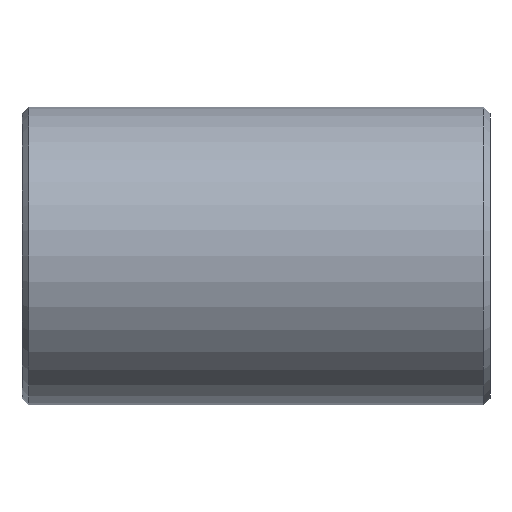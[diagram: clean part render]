
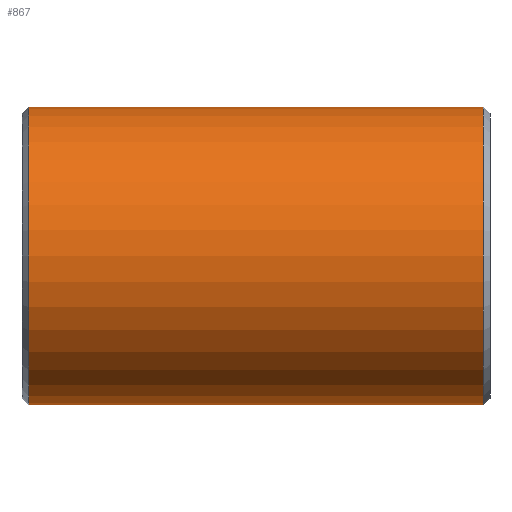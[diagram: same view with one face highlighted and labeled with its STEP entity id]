
A CAD part, front view. The second image highlights one B-rep face of the part: STEP entity #867.
In plain terms, the highlighted cylindrical face has radius 177.8 mm (diameter 355.6 mm), a partial arc.
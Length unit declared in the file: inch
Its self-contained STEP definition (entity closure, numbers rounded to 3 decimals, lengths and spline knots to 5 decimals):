
#50 = EDGE_LOOP ( 'NONE', ( #548, #97, #367, #238 ) ) ;
#67 = DIRECTION ( 'NONE',  ( 0., 0., 1. ) ) ;
#81 = CARTESIAN_POINT ( 'NONE',  ( 10.68733, 0., 0. ) ) ;
#97 = ORIENTED_EDGE ( 'NONE', *, *, #450, .T. ) ;
#118 = VERTEX_POINT ( 'NONE', #658 ) ;
#124 = CIRCLE ( 'NONE', #496, 7. ) ;
#137 = DIRECTION ( 'NONE',  ( -1., 0., 0. ) ) ;
#149 = VECTOR ( 'NONE', #747, 39.37008 ) ;
#154 = DIRECTION ( 'NONE',  ( -1., 0., 0. ) ) ;
#166 = CARTESIAN_POINT ( 'NONE',  ( -10.68733, 0., 7. ) ) ;
#178 = DIRECTION ( 'NONE',  ( 1., 0., 0. ) ) ;
#183 = VERTEX_POINT ( 'NONE', #166 ) ;
#185 = CARTESIAN_POINT ( 'NONE',  ( -10.68733, 0., 0. ) ) ;
#224 = EDGE_CURVE ( 'NONE', #118, #390, #260, .T. ) ;
#238 = ORIENTED_EDGE ( 'NONE', *, *, #707, .T. ) ;
#260 = LINE ( 'NONE', #679, #149 ) ;
#266 = CIRCLE ( 'NONE', #553, 7. ) ;
#289 = LINE ( 'NONE', #639, #870 ) ;
#295 = DIRECTION ( 'NONE',  ( 0., 0., -1. ) ) ;
#350 = FACE_OUTER_BOUND ( 'NONE', #50, .T. ) ;
#367 = ORIENTED_EDGE ( 'NONE', *, *, #746, .T. ) ;
#390 = VERTEX_POINT ( 'NONE', #490 ) ;
#450 = EDGE_CURVE ( 'NONE', #118, #554, #124, .T. ) ;
#490 = CARTESIAN_POINT ( 'NONE',  ( -10.68733, 0., -7. ) ) ;
#496 = AXIS2_PLACEMENT_3D ( 'NONE', #81, #627, #295 ) ;
#548 = ORIENTED_EDGE ( 'NONE', *, *, #224, .F. ) ;
#553 = AXIS2_PLACEMENT_3D ( 'NONE', #185, #178, #750 ) ;
#554 = VERTEX_POINT ( 'NONE', #562 ) ;
#562 = CARTESIAN_POINT ( 'NONE',  ( 10.68733, 0., 7. ) ) ;
#573 = CYLINDRICAL_SURFACE ( 'NONE', #886, 7. ) ;
#627 = DIRECTION ( 'NONE',  ( -1., 0., 0. ) ) ;
#639 = CARTESIAN_POINT ( 'NONE',  ( 11., 0., 7. ) ) ;
#658 = CARTESIAN_POINT ( 'NONE',  ( 10.68733, 0., -7. ) ) ;
#679 = CARTESIAN_POINT ( 'NONE',  ( 11., 0., -7. ) ) ;
#707 = EDGE_CURVE ( 'NONE', #183, #390, #266, .T. ) ;
#746 = EDGE_CURVE ( 'NONE', #554, #183, #289, .T. ) ;
#747 = DIRECTION ( 'NONE',  ( -1., 0., 0. ) ) ;
#750 = DIRECTION ( 'NONE',  ( 0., 0., 1. ) ) ;
#787 = CARTESIAN_POINT ( 'NONE',  ( 11., 0., 0. ) ) ;
#867 = ADVANCED_FACE ( 'NONE', ( #350 ), #573, .T. ) ;
#870 = VECTOR ( 'NONE', #137, 39.37008 ) ;
#886 = AXIS2_PLACEMENT_3D ( 'NONE', #787, #154, #67 ) ;
